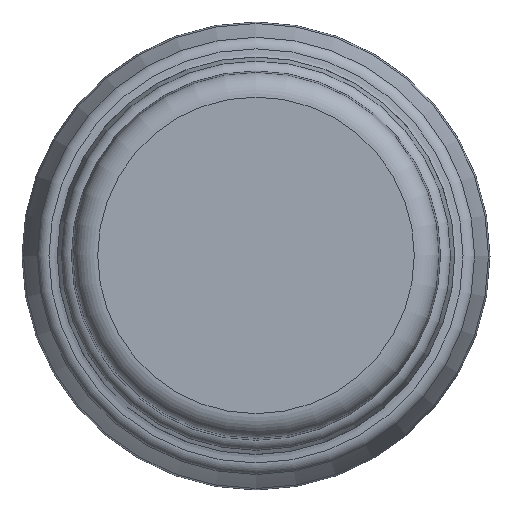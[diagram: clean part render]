
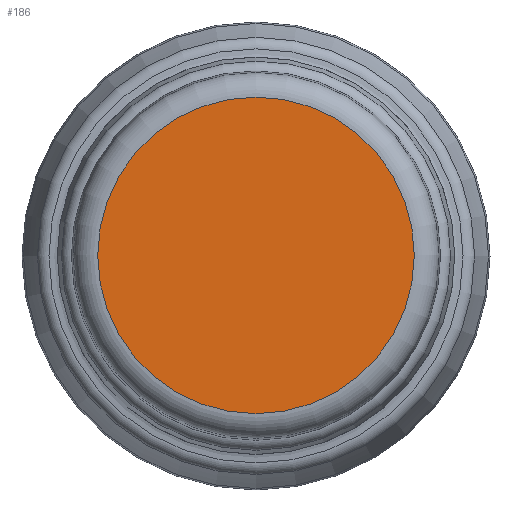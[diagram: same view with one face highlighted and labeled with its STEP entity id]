
A CAD part, top view. The second image highlights one B-rep face of the part: STEP entity #186.
In plain terms, the highlighted planar face has unit normal (0, 0, 1).
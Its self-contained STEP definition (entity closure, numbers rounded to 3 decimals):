
#23=PLANE('',#219);
#27=FACE_OUTER_BOUND('',#42,.T.);
#42=EDGE_LOOP('',(#126));
#57=CIRCLE('',#216,6.451);
#82=VERTEX_POINT('',#346);
#96=EDGE_CURVE('',#82,#82,#57,.T.);
#126=ORIENTED_EDGE('',*,*,#96,.F.);
#186=ADVANCED_FACE('',(#27),#23,.T.);
#216=AXIS2_PLACEMENT_3D('',#347,#262,#263);
#219=AXIS2_PLACEMENT_3D('',#351,#268,#269);
#262=DIRECTION('center_axis',(0.,0.,-1.));
#263=DIRECTION('ref_axis',(-1.,0.,0.));
#268=DIRECTION('center_axis',(0.,0.,1.));
#269=DIRECTION('ref_axis',(1.,0.,0.));
#346=CARTESIAN_POINT('',(-6.451,0.,15.));
#347=CARTESIAN_POINT('Origin',(0.,0.,15.));
#351=CARTESIAN_POINT('Origin',(0.,0.,15.));
